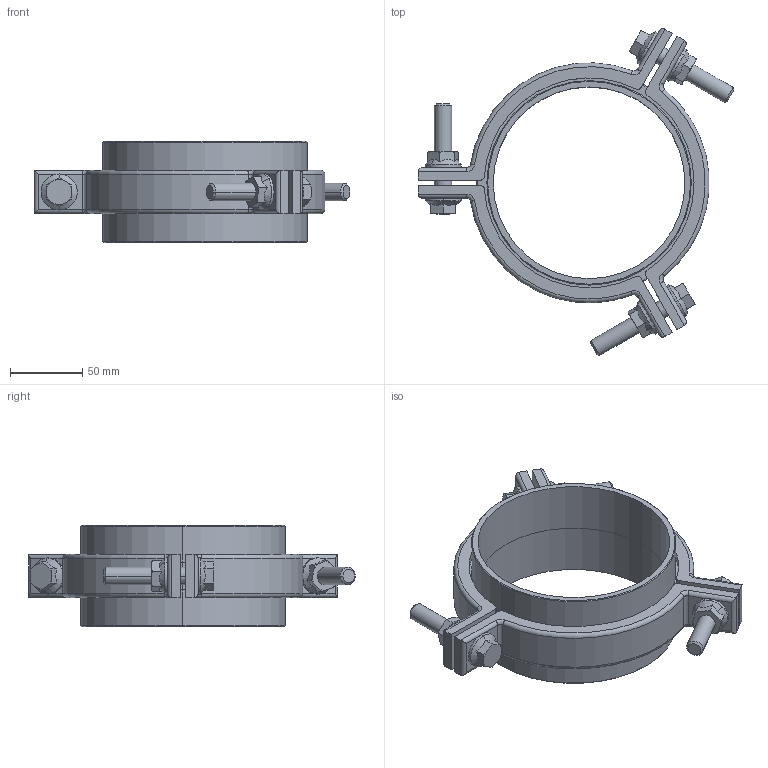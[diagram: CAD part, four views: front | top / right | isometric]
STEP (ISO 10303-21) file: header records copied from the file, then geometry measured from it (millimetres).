
FILE_DESCRIPTION (( 'STEP AP203' ), '1' );
FILE_NAME ('14-503-480_outokumpu.step', '2015-08-13T13:11:11', ( '' ), ( '' ), 'SwSTEP 2.0', 'SolidWorks 2008', '' );
FILE_SCHEMA (( 'CONFIG_CONTROL_DESIGN' ));
Length unit declared in the file: millimetre
Products named in the file (6): clamp-63-888-120_outokumpu_clamp-63-888-120_outokumpu; 14-503-480_outokumpu; o-ring-13-333-077_outokumpu_o-ring-13-333-077_outokumpu; nipple-63-555-180_outokumpu_nipple-63-555-180_outokumpu; nut-fn12a2_outokumpu_nut-fn12a2_outokumpu; screw-fb1265a2_outokumpu_screw-fb1265a2_outokumpu
Assembly tree (12 placements, depth 2):
  14-503-480_outokumpu
    o-ring-13-333-077_outokumpu_o-ring-13-333-077_outokumpu
    clamp-63-888-120_outokumpu_clamp-63-888-120_outokumpu  x3
    nut-fn12a2_outokumpu_nut-fn12a2_outokumpu  x3
    nipple-63-555-180_outokumpu_nipple-63-555-180_outokumpu  x2
    screw-fb1265a2_outokumpu_screw-fb1265a2_outokumpu  x3
Bounding box: 218.13 x 225.72 x 70 mm (x, y, z)
Volume: 384370 mm3; surface area: 169533.3 mm2
Topology: 12 solids, 12 shells, 303 faces, 720 edges, 446 vertices
Faces by surface type: cylinder 102, plane 89, cone 74, torus 38
Entity records: 4172 total; most frequent: CARTESIAN_POINT 800, DIRECTION 578, ORIENTED_EDGE 512, EDGE_CURVE 256, AXIS2_PLACEMENT_3D 240, VERTEX_POINT 158, EDGE_LOOP 120, CIRCLE 116
